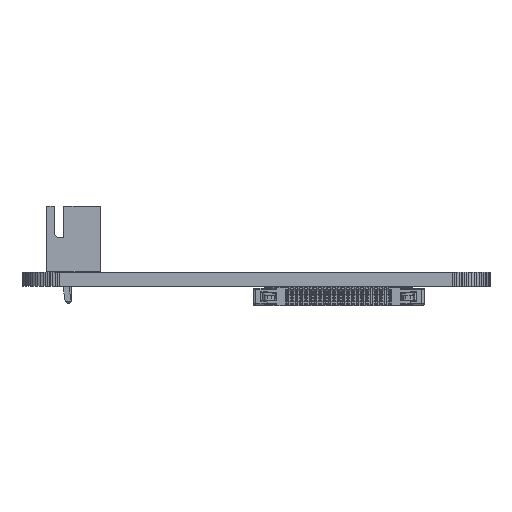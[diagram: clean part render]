
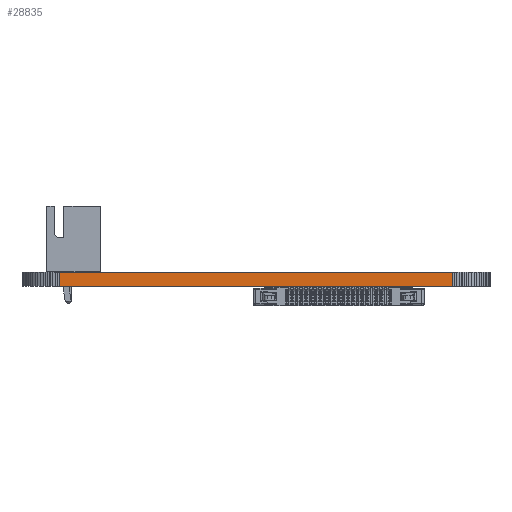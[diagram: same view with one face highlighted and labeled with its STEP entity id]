
A CAD part, left-side view. The second image highlights one B-rep face of the part: STEP entity #28835.
In plain terms, the highlighted planar face has unit normal (-1, 0, 0).
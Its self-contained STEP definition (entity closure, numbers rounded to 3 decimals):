
#26686 = VERTEX_POINT('',#26687);
#26687 = CARTESIAN_POINT('',(-25.,21.,0.));
#26693 = EDGE_CURVE('',#26694,#26686,#26696,.T.);
#26694 = VERTEX_POINT('',#26695);
#26695 = CARTESIAN_POINT('',(-25.,-21.,0.));
#26696 = LINE('',#26697,#26698);
#26697 = CARTESIAN_POINT('',(-25.,-21.,0.));
#26698 = VECTOR('',#26699,1.);
#26699 = DIRECTION('',(0.,1.,0.));
#27474 = VERTEX_POINT('',#27475);
#27475 = CARTESIAN_POINT('',(-25.,21.,1.51));
#27481 = EDGE_CURVE('',#27482,#27474,#27484,.T.);
#27482 = VERTEX_POINT('',#27483);
#27483 = CARTESIAN_POINT('',(-25.,-21.,1.51));
#27484 = LINE('',#27485,#27486);
#27485 = CARTESIAN_POINT('',(-25.,-21.,1.51));
#27486 = VECTOR('',#27487,1.);
#27487 = DIRECTION('',(0.,1.,0.));
#28805 = EDGE_CURVE('',#26686,#27474,#28806,.T.);
#28806 = LINE('',#28807,#28808);
#28807 = CARTESIAN_POINT('',(-25.,21.,0.));
#28808 = VECTOR('',#28809,1.);
#28809 = DIRECTION('',(0.,0.,1.));
#28835 = ADVANCED_FACE('',(#28836),#28847,.T.);
#28836 = FACE_BOUND('',#28837,.T.);
#28837 = EDGE_LOOP('',(#28838,#28844,#28845,#28846));
#28838 = ORIENTED_EDGE('',*,*,#28839,.T.);
#28839 = EDGE_CURVE('',#26694,#27482,#28840,.T.);
#28840 = LINE('',#28841,#28842);
#28841 = CARTESIAN_POINT('',(-25.,-21.,0.));
#28842 = VECTOR('',#28843,1.);
#28843 = DIRECTION('',(0.,0.,1.));
#28844 = ORIENTED_EDGE('',*,*,#27481,.T.);
#28845 = ORIENTED_EDGE('',*,*,#28805,.F.);
#28846 = ORIENTED_EDGE('',*,*,#26693,.F.);
#28847 = PLANE('',#28848);
#28848 = AXIS2_PLACEMENT_3D('',#28849,#28850,#28851);
#28849 = CARTESIAN_POINT('',(-25.,-21.,0.));
#28850 = DIRECTION('',(-1.,0.,0.));
#28851 = DIRECTION('',(0.,1.,0.));
